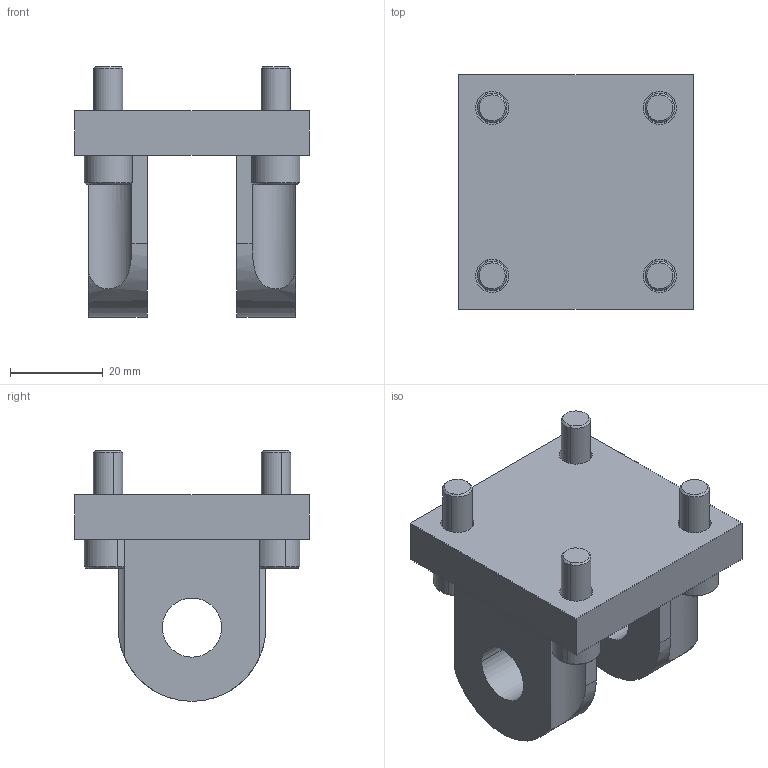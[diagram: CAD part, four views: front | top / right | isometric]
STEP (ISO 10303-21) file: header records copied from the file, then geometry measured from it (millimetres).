
FILE_DESCRIPTION (( 'STEP AP203' ), '1' );
FILE_NAME ('D2PC-1.step', '2020-09-03T19:34:26', ( '' ), ( '' ), 'SwSTEP 2.0', 'SolidWorks 2019', '' );
FILE_SCHEMA (( 'CONFIG_CONTROL_DESIGN' ));
Length unit declared in the file: inch
Products named in the file (1): D2PC-1
Bounding box: 50.55 x 50.55 x 53.98 mm (x, y, z)
Volume: 46840.3 mm3; surface area: 16839.3 mm2
Topology: 5 solids, 5 shells, 106 faces, 242 edges, 156 vertices
Faces by surface type: plane 54, cylinder 36, cone 16
Entity records: 3217 total; most frequent: CARTESIAN_POINT 653, DIRECTION 536, ORIENTED_EDGE 484, EDGE_CURVE 242, AXIS2_PLACEMENT_3D 191, VERTEX_POINT 156, LINE 154, VECTOR 154
